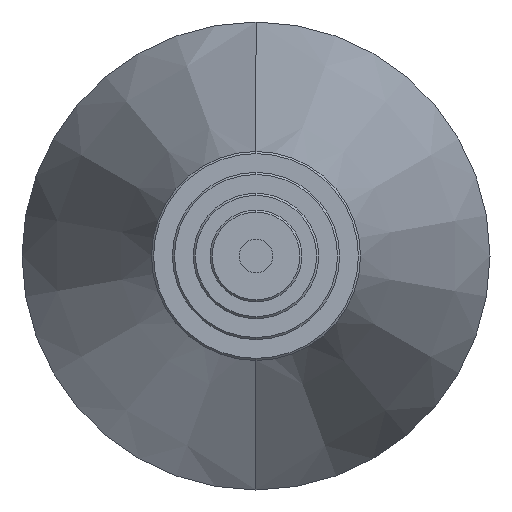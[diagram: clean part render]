
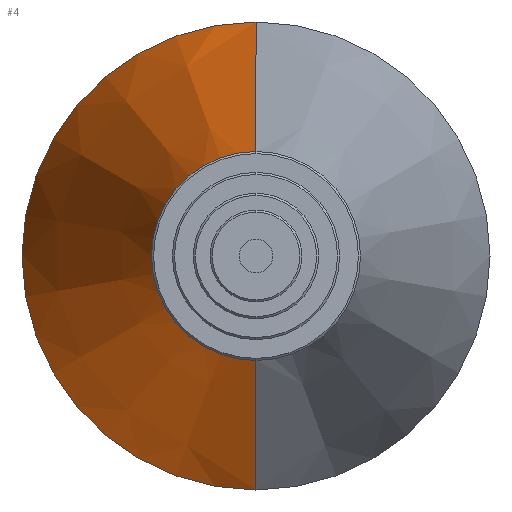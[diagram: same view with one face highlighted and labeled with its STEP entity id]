
A CAD part, left-side view. The second image highlights one B-rep face of the part: STEP entity #4.
In plain terms, the highlighted conical face has half-angle 16.598 degrees and reference radius 25 mm.
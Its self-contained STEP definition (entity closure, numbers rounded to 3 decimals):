
#4 = ADVANCED_FACE ( 'NONE', ( #745 ), #476, .T. ) ;
#17 = CIRCLE ( 'NONE', #346, 56. ) ;
#60 = CARTESIAN_POINT ( 'NONE',  ( -8.44, 0., 0. ) ) ;
#150 = CARTESIAN_POINT ( 'NONE',  ( 95.56, 0., 0. ) ) ;
#172 = EDGE_CURVE ( 'NONE', #841, #342, #457, .T. ) ;
#182 = VECTOR ( 'NONE', #464, 1000. ) ;
#195 = ORIENTED_EDGE ( 'NONE', *, *, #172, .T. ) ;
#196 = CARTESIAN_POINT ( 'NONE',  ( -8.44, 0., -25. ) ) ;
#213 = DIRECTION ( 'NONE',  ( -1., 0., 0. ) ) ;
#223 = VECTOR ( 'NONE', #570, 1000. ) ;
#247 = CARTESIAN_POINT ( 'NONE',  ( 95.56, 0., -56. ) ) ;
#275 = CARTESIAN_POINT ( 'NONE',  ( 95.56, 0., 56. ) ) ;
#285 = ORIENTED_EDGE ( 'NONE', *, *, #874, .F. ) ;
#327 = LINE ( 'NONE', #474, #223 ) ;
#342 = VERTEX_POINT ( 'NONE', #275 ) ;
#345 = VERTEX_POINT ( 'NONE', #196 ) ;
#346 = AXIS2_PLACEMENT_3D ( 'NONE', #150, #213, #625 ) ;
#347 = ORIENTED_EDGE ( 'NONE', *, *, #621, .T. ) ;
#371 = DIRECTION ( 'NONE',  ( 1., 0., 0. ) ) ;
#457 = LINE ( 'NONE', #840, #182 ) ;
#464 = DIRECTION ( 'NONE',  ( 0.958, 0., 0.286 ) ) ;
#474 = CARTESIAN_POINT ( 'NONE',  ( -8.44, 0., -25. ) ) ;
#476 = CONICAL_SURFACE ( 'NONE', #525, 25., 0.29 ) ;
#519 = AXIS2_PLACEMENT_3D ( 'NONE', #683, #849, #679 ) ;
#525 = AXIS2_PLACEMENT_3D ( 'NONE', #60, #371, #821 ) ;
#570 = DIRECTION ( 'NONE',  ( 0.958, 0., -0.286 ) ) ;
#621 = EDGE_CURVE ( 'NONE', #342, #903, #17, .T. ) ;
#625 = DIRECTION ( 'NONE',  ( 0., 0., 1. ) ) ;
#637 = EDGE_CURVE ( 'NONE', #841, #345, #755, .T. ) ;
#679 = DIRECTION ( 'NONE',  ( 0., 0., 1. ) ) ;
#683 = CARTESIAN_POINT ( 'NONE',  ( -8.44, 0., 0. ) ) ;
#697 = CARTESIAN_POINT ( 'NONE',  ( -8.44, 0., 25. ) ) ;
#725 = ORIENTED_EDGE ( 'NONE', *, *, #637, .F. ) ;
#745 = FACE_OUTER_BOUND ( 'NONE', #807, .T. ) ;
#755 = CIRCLE ( 'NONE', #519, 25. ) ;
#807 = EDGE_LOOP ( 'NONE', ( #725, #195, #347, #285 ) ) ;
#821 = DIRECTION ( 'NONE',  ( 0., 0., -1. ) ) ;
#840 = CARTESIAN_POINT ( 'NONE',  ( -8.44, 0., 25. ) ) ;
#841 = VERTEX_POINT ( 'NONE', #697 ) ;
#849 = DIRECTION ( 'NONE',  ( -1., 0., 0. ) ) ;
#874 = EDGE_CURVE ( 'NONE', #345, #903, #327, .T. ) ;
#903 = VERTEX_POINT ( 'NONE', #247 ) ;
